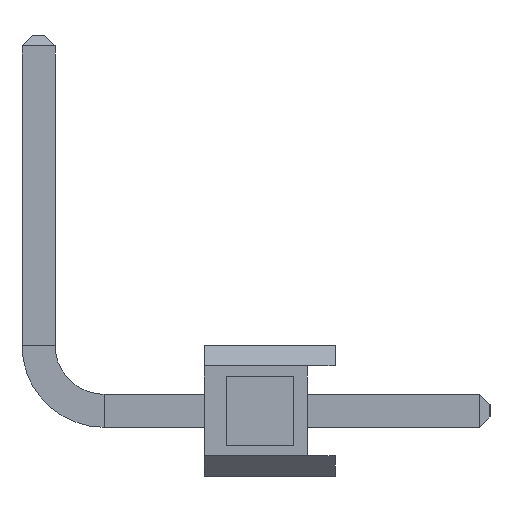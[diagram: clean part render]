
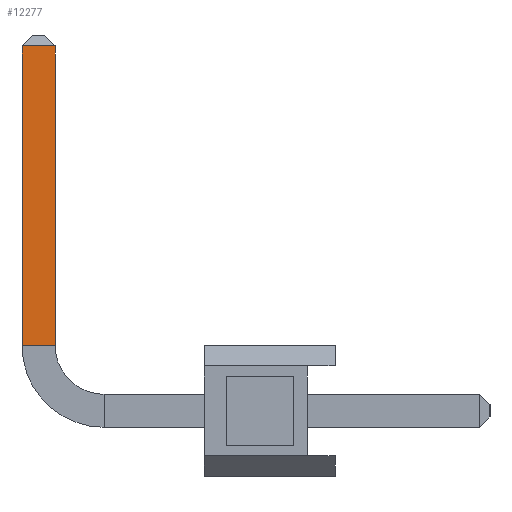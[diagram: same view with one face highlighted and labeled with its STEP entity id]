
A CAD part, left-side view. The second image highlights one B-rep face of the part: STEP entity #12277.
In plain terms, the highlighted planar face has unit normal (-1, 0, 0).
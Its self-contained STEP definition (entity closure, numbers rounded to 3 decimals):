
#1035 = PLANE ( 'NONE',  #4561 ) ;
#1658 = CARTESIAN_POINT ( 'NONE',  ( -0.32, 5.43, 7.07 ) ) ;
#3361 = LINE ( 'NONE', #9128, #15968 ) ;
#4133 = EDGE_CURVE ( 'NONE', #28710, #19516, #25437, .T. ) ;
#4561 = AXIS2_PLACEMENT_3D ( 'NONE', #7855, #10406, #28536 ) ;
#5856 = DIRECTION ( 'NONE',  ( 0., 1., 0. ) ) ;
#6982 = VECTOR ( 'NONE', #7984, 1000. ) ;
#7855 = CARTESIAN_POINT ( 'NONE',  ( -0.32, 6.07, 1.27 ) ) ;
#7967 = VERTEX_POINT ( 'NONE', #23570 ) ;
#7984 = DIRECTION ( 'NONE',  ( 0., 0., 1. ) ) ;
#8052 = FACE_OUTER_BOUND ( 'NONE', #17759, .T. ) ;
#8834 = DIRECTION ( 'NONE',  ( 0., -1., 0. ) ) ;
#9128 = CARTESIAN_POINT ( 'NONE',  ( -0.32, 6.07, 1.27 ) ) ;
#9370 = ORIENTED_EDGE ( 'NONE', *, *, #28372, .T. ) ;
#10239 = EDGE_CURVE ( 'NONE', #20508, #7967, #13202, .T. ) ;
#10406 = DIRECTION ( 'NONE',  ( -1., 0., 0. ) ) ;
#12253 = CARTESIAN_POINT ( 'NONE',  ( -0.32, 6.07, 1.27 ) ) ;
#12277 = ADVANCED_FACE ( 'NONE', ( #8052 ), #1035, .T. ) ;
#13202 = LINE ( 'NONE', #12253, #6982 ) ;
#14962 = CARTESIAN_POINT ( 'NONE',  ( -0.32, 6.07, 7.07 ) ) ;
#15440 = VECTOR ( 'NONE', #5856, 1000. ) ;
#15968 = VECTOR ( 'NONE', #8834, 1000. ) ;
#17759 = EDGE_LOOP ( 'NONE', ( #19979, #27029, #20546, #9370 ) ) ;
#18640 = VECTOR ( 'NONE', #25126, 1000. ) ;
#19516 = VERTEX_POINT ( 'NONE', #1658 ) ;
#19979 = ORIENTED_EDGE ( 'NONE', *, *, #4133, .T. ) ;
#20508 = VERTEX_POINT ( 'NONE', #24725 ) ;
#20546 = ORIENTED_EDGE ( 'NONE', *, *, #10239, .F. ) ;
#22395 = EDGE_CURVE ( 'NONE', #19516, #7967, #26738, .T. ) ;
#23570 = CARTESIAN_POINT ( 'NONE',  ( -0.32, 6.07, 7.07 ) ) ;
#24725 = CARTESIAN_POINT ( 'NONE',  ( -0.32, 6.07, 1.27 ) ) ;
#25126 = DIRECTION ( 'NONE',  ( 0., 0., 1. ) ) ;
#25215 = CARTESIAN_POINT ( 'NONE',  ( -0.32, 5.43, 1.27 ) ) ;
#25437 = LINE ( 'NONE', #25215, #18640 ) ;
#26738 = LINE ( 'NONE', #14962, #15440 ) ;
#27029 = ORIENTED_EDGE ( 'NONE', *, *, #22395, .T. ) ;
#28372 = EDGE_CURVE ( 'NONE', #20508, #28710, #3361, .T. ) ;
#28536 = DIRECTION ( 'NONE',  ( 0., -1., 0. ) ) ;
#28710 = VERTEX_POINT ( 'NONE', #28881 ) ;
#28881 = CARTESIAN_POINT ( 'NONE',  ( -0.32, 5.43, 1.27 ) ) ;
